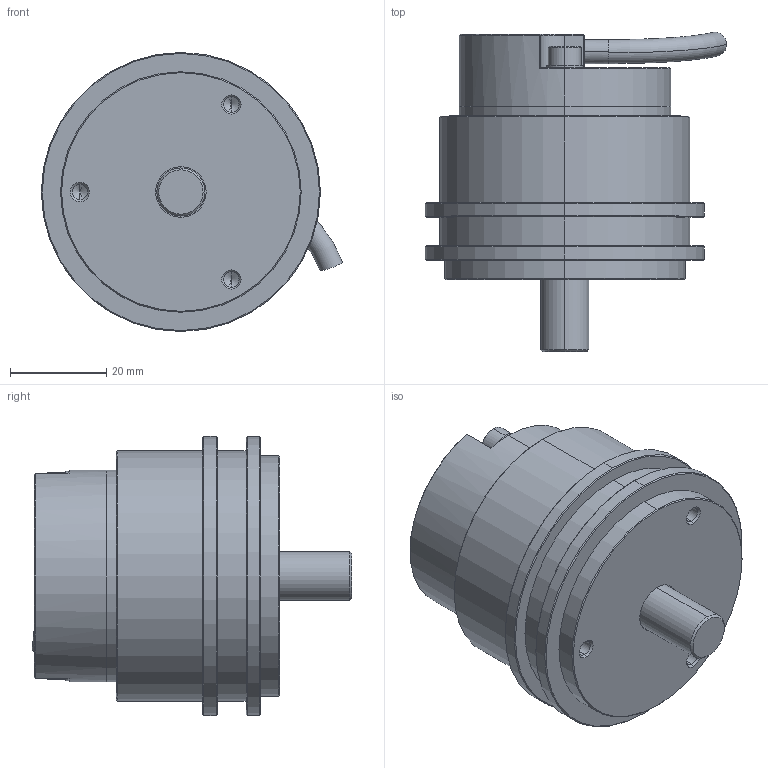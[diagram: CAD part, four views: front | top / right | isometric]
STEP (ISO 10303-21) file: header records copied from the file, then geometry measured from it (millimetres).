
FILE_DESCRIPTION (( 'STEP AP214' ), '1' );
FILE_NAME ('RE58IP68-3D.STEP', '2007-06-26T07:08:29', ( '' ), ( '' ), 'SwSTEP 2.0', 'SolidWorks 2004231', '' );
FILE_SCHEMA (( 'AUTOMOTIVE_DESIGN' ));
Length unit declared in the file: millimetre
Products named in the file (1): RE58IP68-3D
Bounding box: 62.62 x 66.47 x 58 mm (x, y, z)
Volume: 97287.8 mm3; surface area: 15531.5 mm2
Topology: 1 solids, 1 shells, 149 faces, 321 edges, 185 vertices
Faces by surface type: plane 71, cone 40, cylinder 36, torus 2
Entity records: 3946 total; most frequent: DIRECTION 725, CARTESIAN_POINT 656, ORIENTED_EDGE 630, EDGE_CURVE 315, AXIS2_PLACEMENT_3D 262, VECTOR 201, LINE 201, VERTEX_POINT 185
